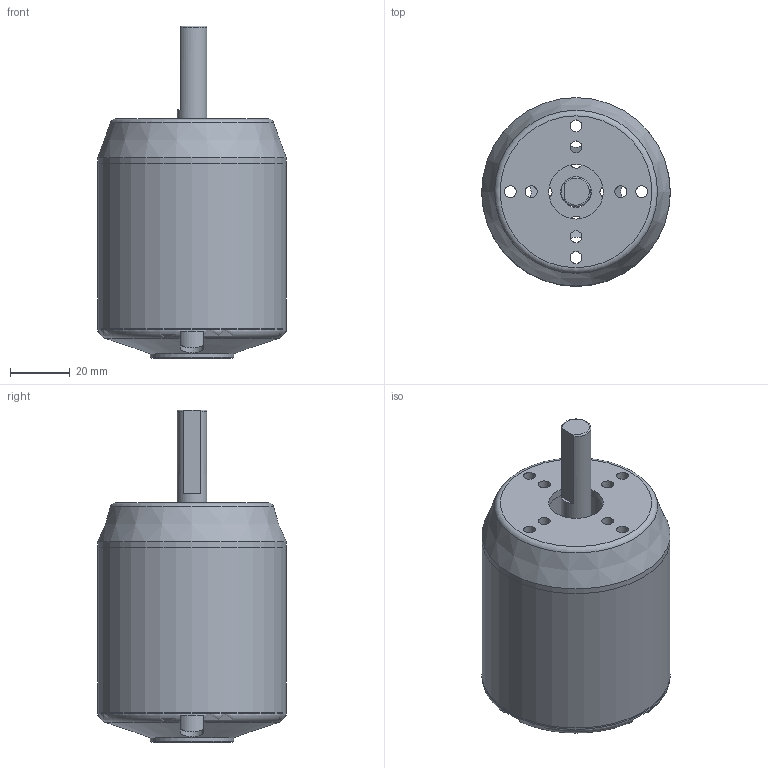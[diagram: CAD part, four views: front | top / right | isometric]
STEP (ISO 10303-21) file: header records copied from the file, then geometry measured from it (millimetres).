
FILE_DESCRIPTION(('FreeCAD Model'),'2;1');
FILE_NAME('Open CASCADE Shape Model','2024-07-27T22:38:44',(''),(''), 'Open CASCADE STEP processor 7.7','FreeCAD','Unknown');
FILE_SCHEMA(('AUTOMOTIVE_DESIGN { 1 0 10303 214 1 1 1 1 }'));
Length unit declared in the file: millimetre
Products named in the file (3): _384_DC_motor; Body; Axis
Assembly tree (2 placements, depth 2):
  _384_DC_motor
    Body
    Axis
Bounding box: 63 x 63 x 111 mm (x, y, z)
Volume: 62982 mm3; surface area: 40753.8 mm2
Topology: 2 solids, 2 shells, 58 faces, 175 edges, 113 vertices
Faces by surface type: cylinder 26, plane 22, torus 7, cone 3
Full cylindrical faces by diameter (mm): 4 x12, 10 x1, 10.2 x1, 18.2 x1, 22.2 x1, 28 x1, 60 x2, 63 x3
Entity records: 7736 total; most frequent: CARTESIAN_POINT 4314, DIRECTION 607, ORIENTED_EDGE 350, PCURVE 350, DEFINITIONAL_REPRESENTATION 350, LINE 241, VECTOR 241, EDGE_CURVE 175
